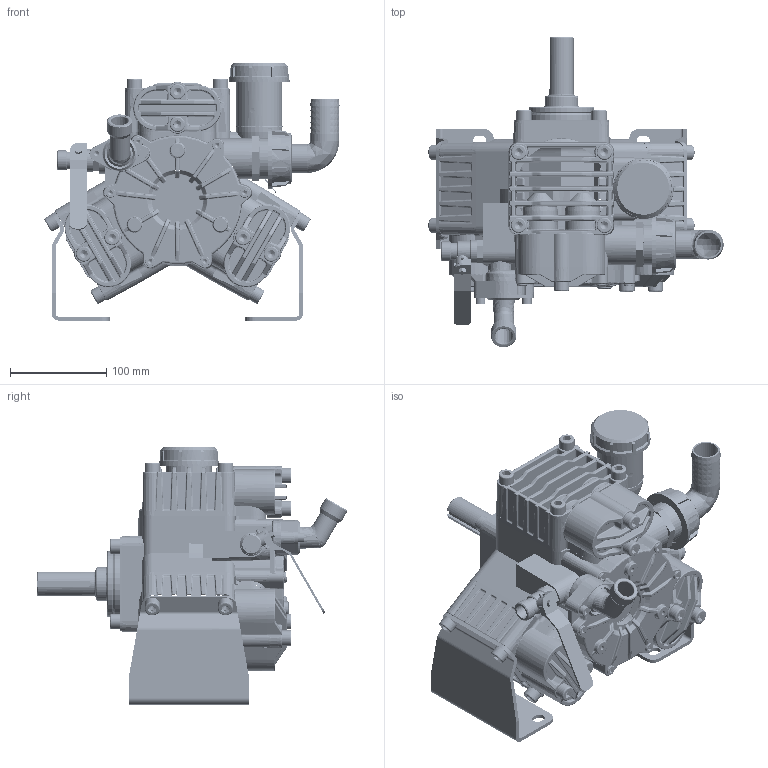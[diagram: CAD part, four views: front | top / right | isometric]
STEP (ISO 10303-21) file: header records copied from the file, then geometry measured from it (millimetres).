
FILE_DESCRIPTION (( 'STEP AP214' ), '1' );
FILE_NAME ('9915-D503AP-A.STEP', '2022-04-26T18:00:08', ( '' ), ( '' ), 'SwSTEP 2.0', 'SolidWorks 2017', '' );
FILE_SCHEMA (( 'AUTOMOTIVE_DESIGN' ));
Length unit declared in the file: millimetre
Products named in the file (2): 9915-D503AP-A
Bounding box: 306.77 x 322.45 x 267 mm (x, y, z)
Surface area: 491072 mm2 (no closed solid volume)
Topology: 0 solids, 3625 shells, 3832 faces, 19127 edges, 18639 vertices
Faces by surface type: bspline 1242, cylinder 1196, plane 952, cone 373, torus 65, sphere 4
Entity records: 367336 total; most frequent: CARTESIAN_POINT 237337, DIRECTION 21886, ORIENTED_EDGE 19095, EDGE_CURVE 18863, VERTEX_POINT 18633, AXIS2_PLACEMENT_3D 7488, B_SPLINE_CURVE_WITH_KNOTS 6956, VECTOR 6910
